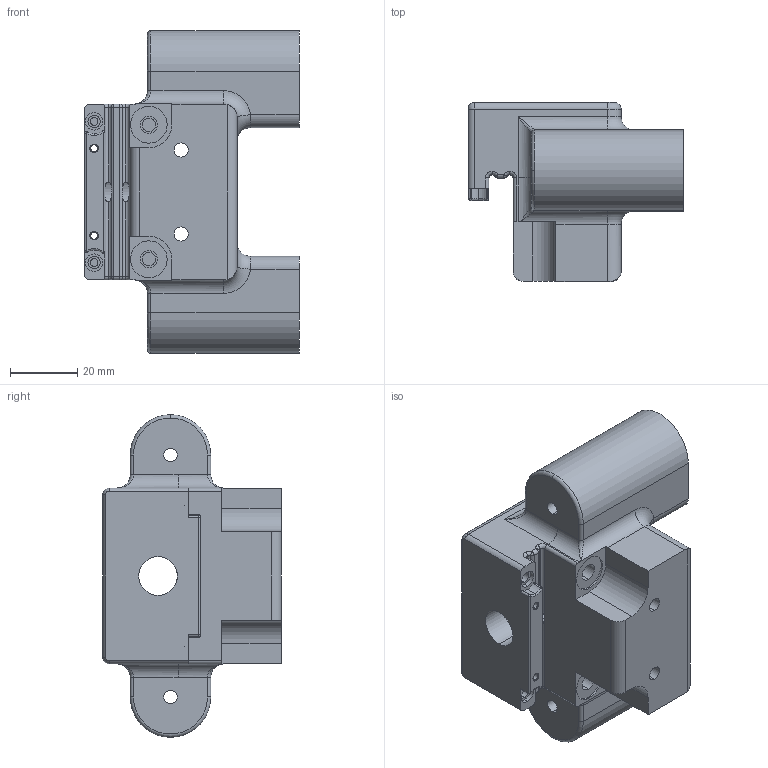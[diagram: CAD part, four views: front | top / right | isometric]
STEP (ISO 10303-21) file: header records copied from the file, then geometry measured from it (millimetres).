
FILE_DESCRIPTION (( 'STEP AP214' ), '1' );
FILE_NAME ('Yframe_main_210506.STEP', '2021-05-06T16:54:08', ( '' ), ( '' ), 'SwSTEP 2.0', 'SolidWorks 2019', '' );
FILE_SCHEMA (( 'AUTOMOTIVE_DESIGN' ));
Length unit declared in the file: millimetre
Products named in the file (1): Yframe_main_210506
Bounding box: 63.89 x 53.2 x 96 mm (x, y, z)
Volume: 138168.6 mm3; surface area: 26434.9 mm2
Topology: 1 solids, 1 shells, 190 faces, 472 edges, 283 vertices
Faces by surface type: cylinder 101, plane 43, torus 24, sphere 12, cone 6, bspline 4
Entity records: 6077 total; most frequent: CARTESIAN_POINT 1452, DIRECTION 1043, ORIENTED_EDGE 920, EDGE_CURVE 460, AXIS2_PLACEMENT_3D 428, VERTEX_POINT 283, CIRCLE 241, EDGE_LOOP 219
